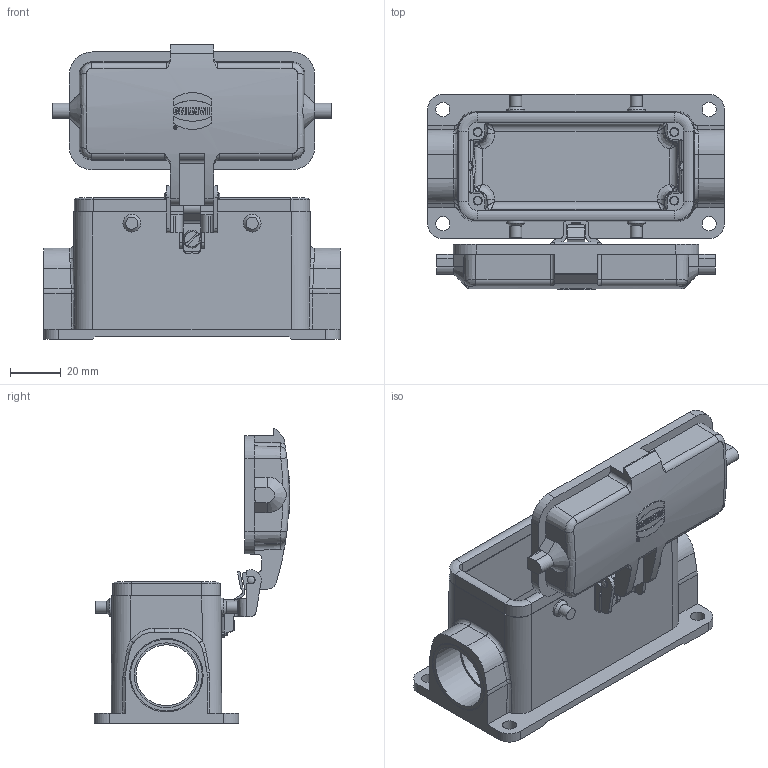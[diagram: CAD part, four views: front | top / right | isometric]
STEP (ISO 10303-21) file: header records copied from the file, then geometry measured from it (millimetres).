
FILE_DESCRIPTION((''),'2;1');
FILE_NAME('05300162261.stp','2020-07-09T12:50:54',('e.eickhoff'),(''),'Autodesk Inventor 2012','Autodesk Inventor 2012','');
FILE_SCHEMA(('AUTOMOTIVE_DESIGN { 1 0 10303 214 1 1 1 1 }'));
Length unit declared in the file: millimetre
Products named in the file (3): 05300162261; M25-PG21 Adapter
Assembly tree (3 placements, depth 2):
  05300162261
    05300162261
    M25-PG21 Adapter  x2
Bounding box: 117 x 77.2 x 116.23 mm (x, y, z)
Volume: 111007.6 mm3; surface area: 67696.7 mm2
Topology: 4 solids, 4 shells, 628 faces, 1667 edges, 1064 vertices
Faces by surface type: plane 331, cylinder 196, bspline 52, cone 27, torus 20, sphere 2
Full cylindrical faces by diameter (mm): 1.006 x1, 1.477 x1, 3 x2, 4.8 x4, 5.6 x4, 7 x5, 24 x2, 25.5 x2, 28.3 x2, 29 x2
Entity records: 21356 total; most frequent: CARTESIAN_POINT 5603, ORIENTED_EDGE 3182, DIRECTION 3176, EDGE_CURVE 1591, AXIS2_PLACEMENT_3D 1125, VERTEX_POINT 1036, VECTOR 926, LINE 926
